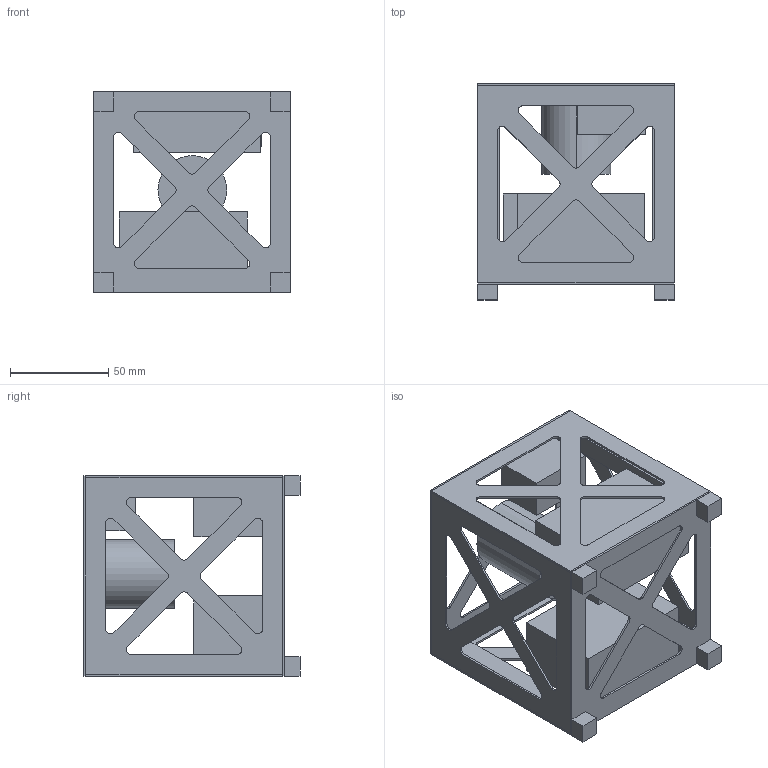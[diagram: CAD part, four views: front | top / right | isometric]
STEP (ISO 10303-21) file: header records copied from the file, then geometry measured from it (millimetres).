
FILE_DESCRIPTION (( 'STEP AP214' ), '1' );
FILE_NAME ('Iteration4.STEP', '2012-12-27T02:11:46', ( '' ), ( '' ), 'SwSTEP 2.0', 'SolidWorks 2010', '' );
FILE_SCHEMA (( 'AUTOMOTIVE_DESIGN' ));
Length unit declared in the file: millimetre
Products named in the file (10): Sattellite_Wall; Bottom Wall; Top Wall; Support; Leg; Cylinder; Small Box 1; Large Box 1; Large Box 2; Iteration4
Assembly tree (18 placements, depth 2):
  Iteration4
    Support  x4
    Top Wall
    Cylinder
    Sattellite_Wall  x4
    Small Box 1
    Leg  x4
    Large Box 2
    Bottom Wall
    Large Box 1
Bounding box: 100 x 110 x 102 mm (x, y, z)
Volume: 314274.5 mm3; surface area: 130262.6 mm2
Topology: 18 solids, 18 shells, 268 faces, 696 edges, 464 vertices
Faces by surface type: plane 176, cylinder 92
Entity records: 4611 total; most frequent: DIRECTION 747, CARTESIAN_POINT 729, ORIENTED_EDGE 690, EDGE_CURVE 345, VECTOR 251, LINE 251, AXIS2_PLACEMENT_3D 248, VERTEX_POINT 230
